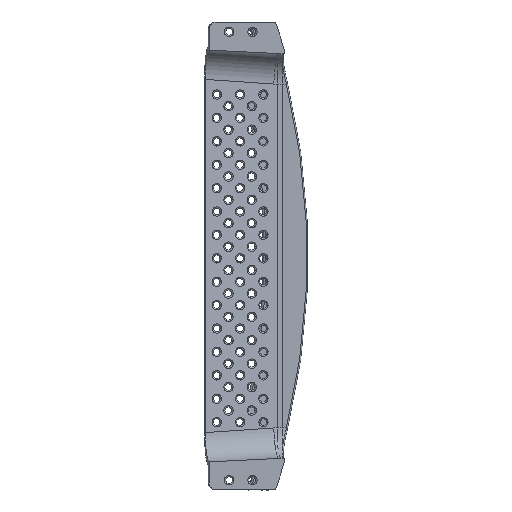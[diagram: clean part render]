
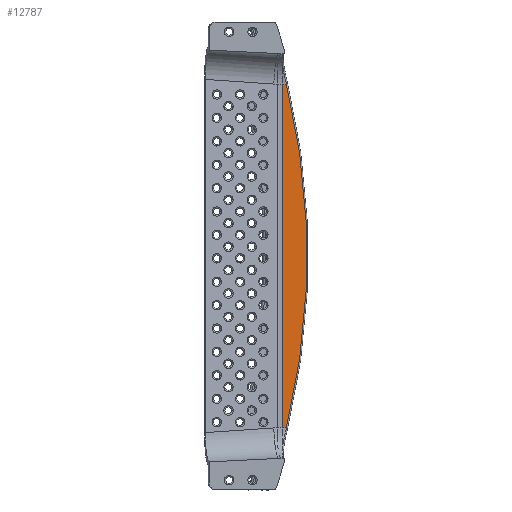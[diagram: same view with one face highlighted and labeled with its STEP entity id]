
A CAD part, front view. The second image highlights one B-rep face of the part: STEP entity #12787.
In plain terms, the highlighted planar face has unit normal (0, -1, 0).
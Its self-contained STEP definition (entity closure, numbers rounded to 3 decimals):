
#201 = CARTESIAN_POINT ( 'NONE',  ( 311.911, 250.886, -73.5 ) ) ;
#336 = VERTEX_POINT ( 'NONE', #23488 ) ;
#497 = DIRECTION ( 'NONE',  ( 0., -1., 0. ) ) ;
#754 = CARTESIAN_POINT ( 'NONE',  ( 310.208, 250.886, 0. ) ) ;
#1546 = LINE ( 'NONE', #754, #16172 ) ;
#3560 = VERTEX_POINT ( 'NONE', #8688 ) ;
#5364 = PLANE ( 'NONE',  #12894 ) ;
#5906 = EDGE_CURVE ( 'NONE', #336, #10841, #1546, .T. ) ;
#6761 = CARTESIAN_POINT ( 'NONE',  ( 310.208, 250.886, -73.5 ) ) ;
#7692 = EDGE_LOOP ( 'NONE', ( #14374, #22255, #14759, #10935 ) ) ;
#7799 = CARTESIAN_POINT ( 'NONE',  ( 309.095, 250.886, -73.5 ) ) ;
#7800 = EDGE_CURVE ( 'NONE', #11460, #3560, #8633, .T. ) ;
#8163 = DIRECTION ( 'NONE',  ( 0., -1., 0. ) ) ;
#8633 = CIRCLE ( 'NONE', #18412, 312.379 ) ;
#8688 = CARTESIAN_POINT ( 'NONE',  ( 311.911, 250.886, 73.5 ) ) ;
#9926 = VECTOR ( 'NONE', #20723, 1000. ) ;
#10193 = FACE_OUTER_BOUND ( 'NONE', #7692, .T. ) ;
#10841 = VERTEX_POINT ( 'NONE', #6761 ) ;
#10935 = ORIENTED_EDGE ( 'NONE', *, *, #5906, .T. ) ;
#11460 = VERTEX_POINT ( 'NONE', #201 ) ;
#12472 = DIRECTION ( 'NONE',  ( -1., 0., 0. ) ) ;
#12542 = VECTOR ( 'NONE', #12472, 1000. ) ;
#12787 = ADVANCED_FACE ( 'NONE', ( #10193 ), #5364, .T. ) ;
#12894 = AXIS2_PLACEMENT_3D ( 'NONE', #20415, #497, #15168 ) ;
#14374 = ORIENTED_EDGE ( 'NONE', *, *, #20640, .T. ) ;
#14478 = CARTESIAN_POINT ( 'NONE',  ( 307.978, 250.886, 73.5 ) ) ;
#14759 = ORIENTED_EDGE ( 'NONE', *, *, #19932, .T. ) ;
#14806 = LINE ( 'NONE', #7799, #9926 ) ;
#15136 = LINE ( 'NONE', #14478, #12542 ) ;
#15168 = DIRECTION ( 'NONE',  ( 0., 0., -1. ) ) ;
#16172 = VECTOR ( 'NONE', #19240, 1000. ) ;
#18412 = AXIS2_PLACEMENT_3D ( 'NONE', #22756, #8163, #20987 ) ;
#19240 = DIRECTION ( 'NONE',  ( 0., 0., -1. ) ) ;
#19932 = EDGE_CURVE ( 'NONE', #3560, #336, #15136, .T. ) ;
#20415 = CARTESIAN_POINT ( 'NONE',  ( 0., 250.886, 0. ) ) ;
#20640 = EDGE_CURVE ( 'NONE', #10841, #11460, #14806, .T. ) ;
#20723 = DIRECTION ( 'NONE',  ( 1., 0., 0. ) ) ;
#20987 = DIRECTION ( 'NONE',  ( 0., 0., -1. ) ) ;
#22255 = ORIENTED_EDGE ( 'NONE', *, *, #7800, .T. ) ;
#22756 = CARTESIAN_POINT ( 'NONE',  ( 8.302, 250.886, 0. ) ) ;
#23488 = CARTESIAN_POINT ( 'NONE',  ( 310.208, 250.886, 73.5 ) ) ;
